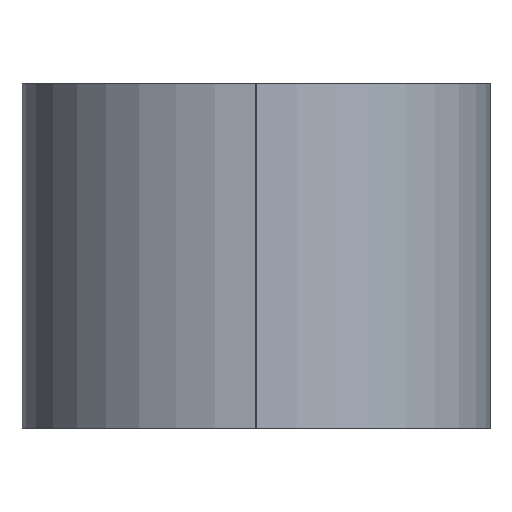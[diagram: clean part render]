
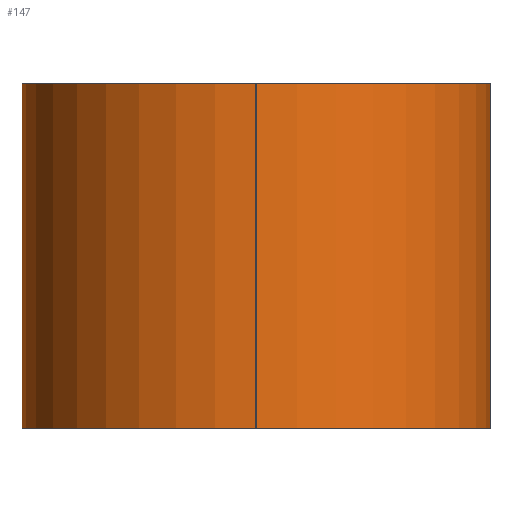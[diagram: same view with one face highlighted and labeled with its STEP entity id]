
A CAD part, front view. The second image highlights one B-rep face of the part: STEP entity #147.
In plain terms, the highlighted cylindrical face has radius 518.332 mm (diameter 1036.66 mm), a full revolution.
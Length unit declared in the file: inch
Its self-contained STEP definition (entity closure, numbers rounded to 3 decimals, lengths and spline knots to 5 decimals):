
#3 = AXIS2_PLACEMENT_3D ( 'NONE', #16, #207, #156 ) ;
#4 = EDGE_LOOP ( 'NONE', ( #63, #65, #215, #234 ) ) ;
#14 = CARTESIAN_POINT ( 'NONE',  ( 0.01, -20.40675, 0. ) ) ;
#15 = EDGE_CURVE ( 'NONE', #155, #108, #166, .T. ) ;
#16 = CARTESIAN_POINT ( 'NONE',  ( 0., 0., 30. ) ) ;
#24 = VERTEX_POINT ( 'NONE', #218 ) ;
#27 = CARTESIAN_POINT ( 'NONE',  ( 0.01, -20.40675, 30. ) ) ;
#40 = EDGE_CURVE ( 'NONE', #155, #24, #210, .T. ) ;
#56 = EDGE_CURVE ( 'NONE', #216, #24, #127, .T. ) ;
#63 = ORIENTED_EDGE ( 'NONE', *, *, #56, .F. ) ;
#65 = ORIENTED_EDGE ( 'NONE', *, *, #174, .F. ) ;
#66 = DIRECTION ( 'NONE',  ( 1., 0., 0. ) ) ;
#69 = DIRECTION ( 'NONE',  ( 0., 0., 1. ) ) ;
#70 = DIRECTION ( 'NONE',  ( 0., 0., -1. ) ) ;
#71 = FACE_OUTER_BOUND ( 'NONE', #4, .T. ) ;
#80 = VECTOR ( 'NONE', #204, 39.37008 ) ;
#83 = CARTESIAN_POINT ( 'NONE',  ( 0.01, -20.40675, 30. ) ) ;
#85 = VECTOR ( 'NONE', #185, 39.37008 ) ;
#108 = VERTEX_POINT ( 'NONE', #27 ) ;
#127 = LINE ( 'NONE', #222, #85 ) ;
#147 = ADVANCED_FACE ( 'NONE', ( #71 ), #152, .T. ) ;
#152 = CYLINDRICAL_SURFACE ( 'NONE', #195, 20.40675 ) ;
#153 = DIRECTION ( 'NONE',  ( -1., 0., 0. ) ) ;
#155 = VERTEX_POINT ( 'NONE', #14 ) ;
#156 = DIRECTION ( 'NONE',  ( 1., 0., 0. ) ) ;
#166 = LINE ( 'NONE', #83, #80 ) ;
#174 = EDGE_CURVE ( 'NONE', #108, #216, #206, .T. ) ;
#185 = DIRECTION ( 'NONE',  ( 0., 0., -1. ) ) ;
#189 = CARTESIAN_POINT ( 'NONE',  ( -0.01, -20.40675, 30. ) ) ;
#195 = AXIS2_PLACEMENT_3D ( 'NONE', #220, #70, #153 ) ;
#199 = CARTESIAN_POINT ( 'NONE',  ( 0., 0., 0. ) ) ;
#202 = AXIS2_PLACEMENT_3D ( 'NONE', #199, #69, #66 ) ;
#204 = DIRECTION ( 'NONE',  ( 0., 0., 1. ) ) ;
#206 = CIRCLE ( 'NONE', #3, 20.40675 ) ;
#207 = DIRECTION ( 'NONE',  ( 0., 0., 1. ) ) ;
#210 = CIRCLE ( 'NONE', #202, 20.40675 ) ;
#215 = ORIENTED_EDGE ( 'NONE', *, *, #15, .F. ) ;
#216 = VERTEX_POINT ( 'NONE', #189 ) ;
#218 = CARTESIAN_POINT ( 'NONE',  ( -0.01, -20.40675, 0. ) ) ;
#220 = CARTESIAN_POINT ( 'NONE',  ( 0., 0., 30. ) ) ;
#222 = CARTESIAN_POINT ( 'NONE',  ( -0.01, -20.40675, 30. ) ) ;
#234 = ORIENTED_EDGE ( 'NONE', *, *, #40, .T. ) ;
